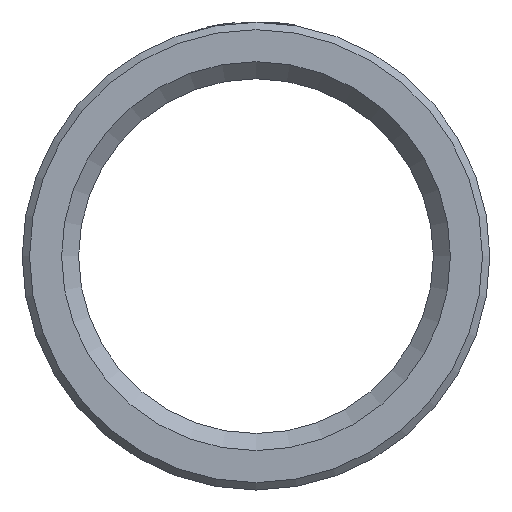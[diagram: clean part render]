
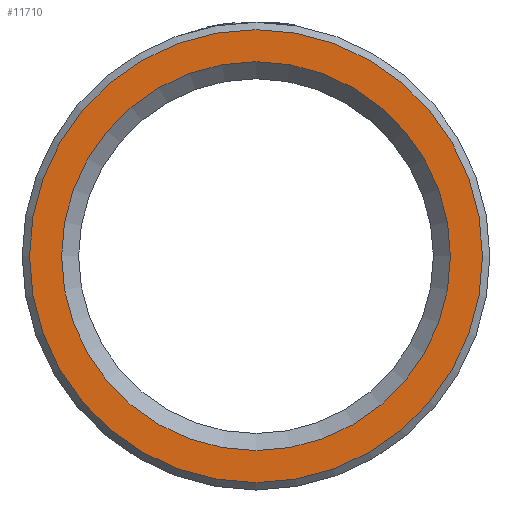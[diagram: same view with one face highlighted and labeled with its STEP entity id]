
A CAD part, left-side view. The second image highlights one B-rep face of the part: STEP entity #11710.
In plain terms, the highlighted planar face has unit normal (-1, 0, 0).
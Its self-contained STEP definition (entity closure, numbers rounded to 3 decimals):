
#56 = VERTEX_POINT ( 'NONE', #11296 ) ;
#640 = AXIS2_PLACEMENT_3D ( 'NONE', #9035, #11925, #6310 ) ;
#886 = EDGE_LOOP ( 'NONE', ( #6767 ) ) ;
#2336 = ORIENTED_EDGE ( 'NONE', *, *, #10594, .T. ) ;
#3147 = CARTESIAN_POINT ( 'NONE',  ( 0., 0., 0. ) ) ;
#3748 = VERTEX_POINT ( 'NONE', #9310 ) ;
#3891 = FACE_BOUND ( 'NONE', #8421, .T. ) ;
#4324 = CIRCLE ( 'NONE', #10290, 15.4 ) ;
#5824 = DIRECTION ( 'NONE',  ( 1., 0., 0. ) ) ;
#5943 = CARTESIAN_POINT ( 'NONE',  ( 0., 0., 0. ) ) ;
#6310 = DIRECTION ( 'NONE',  ( 0., 0., -1. ) ) ;
#6767 = ORIENTED_EDGE ( 'NONE', *, *, #9216, .T. ) ;
#8354 = CIRCLE ( 'NONE', #640, 13.22 ) ;
#8421 = EDGE_LOOP ( 'NONE', ( #2336 ) ) ;
#9035 = CARTESIAN_POINT ( 'NONE',  ( 0., 0., 0. ) ) ;
#9216 = EDGE_CURVE ( 'NONE', #3748, #3748, #4324, .T. ) ;
#9310 = CARTESIAN_POINT ( 'NONE',  ( 0., 0., -15.4 ) ) ;
#9534 = AXIS2_PLACEMENT_3D ( 'NONE', #5943, #5824, #11263 ) ;
#9588 = PLANE ( 'NONE',  #9534 ) ;
#9621 = DIRECTION ( 'NONE',  ( -1., 0., 0. ) ) ;
#9811 = FACE_OUTER_BOUND ( 'NONE', #886, .T. ) ;
#10290 = AXIS2_PLACEMENT_3D ( 'NONE', #3147, #9621, #11478 ) ;
#10594 = EDGE_CURVE ( 'NONE', #56, #56, #8354, .T. ) ;
#11263 = DIRECTION ( 'NONE',  ( 0., 0., -1. ) ) ;
#11296 = CARTESIAN_POINT ( 'NONE',  ( 0., 0., -13.22 ) ) ;
#11478 = DIRECTION ( 'NONE',  ( 0., 0., -1. ) ) ;
#11710 = ADVANCED_FACE ( 'NONE', ( #9811, #3891 ), #9588, .F. ) ;
#11925 = DIRECTION ( 'NONE',  ( 1., 0., 0. ) ) ;
